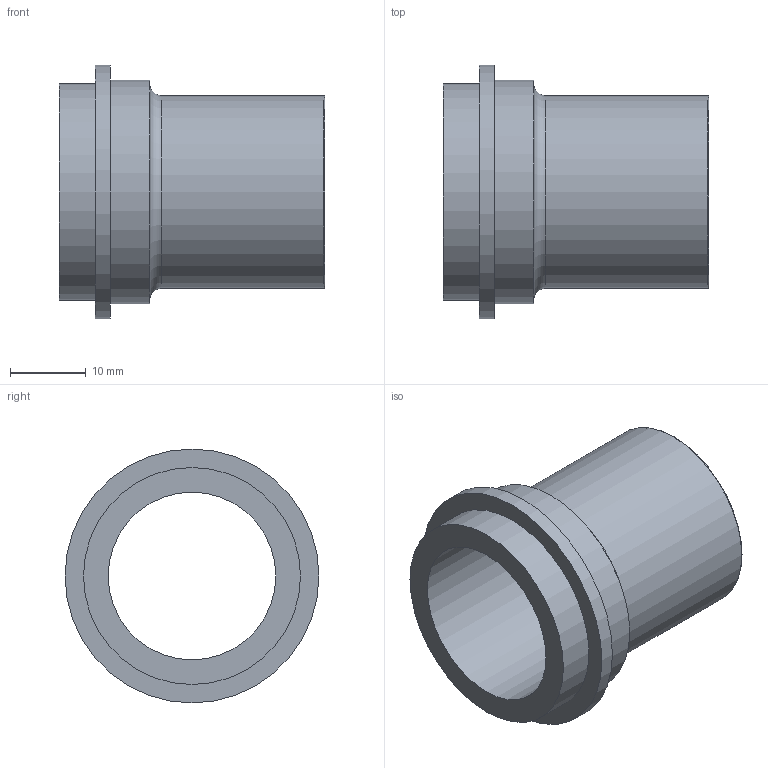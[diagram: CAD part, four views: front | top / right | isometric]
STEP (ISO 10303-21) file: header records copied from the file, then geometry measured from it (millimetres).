
FILE_DESCRIPTION(/* description */ (''),/* implementation_level */ '2;1');
FILE_NAME(/* name */ 'L14AJP-1.stp',/* time_stamp */ '2024-03-26T13:35:49-04:00',/* author */ ('brad'),/* organization */ (''),/* preprocessor_version */ 'ST-DEVELOPER v20',/* originating_system */ 'Autodesk Inventor 2024',/* authorisation */ '');
FILE_SCHEMA (('AUTOMOTIVE_DESIGN { 1 0 10303 214 3 1 1 }'));
Length unit declared in the file: inch
Products named in the file (1): L14AJP-1
Bounding box: 34.92 x 33.43 x 33.43 mm (x, y, z)
Volume: 6618.8 mm3; surface area: 6303.4 mm2
Topology: 1 solids, 1 shells, 13 faces, 24 edges, 16 vertices
Faces by surface type: plane 5, cylinder 5, torus 3
Full cylindrical faces by diameter (mm): 22.098 x1, 25.4 x1, 28.575 x1, 29.464 x1, 33.426 x1
Entity records: 386 total; most frequent: DIRECTION 71, CARTESIAN_POINT 54, ORIENTED_EDGE 48, AXIS2_PLACEMENT_3D 33, EDGE_CURVE 24, CIRCLE 19, EDGE_LOOP 18, VERTEX_POINT 16
